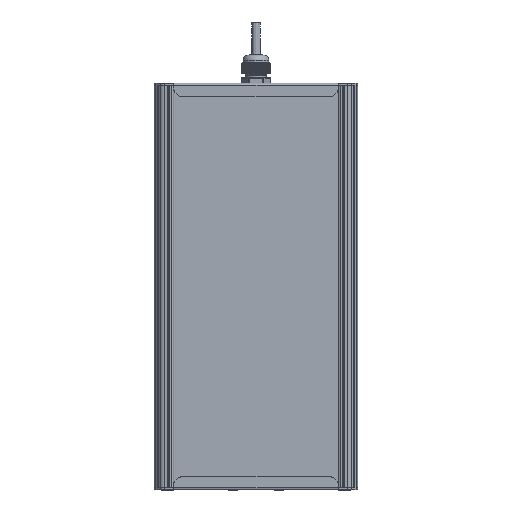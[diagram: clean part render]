
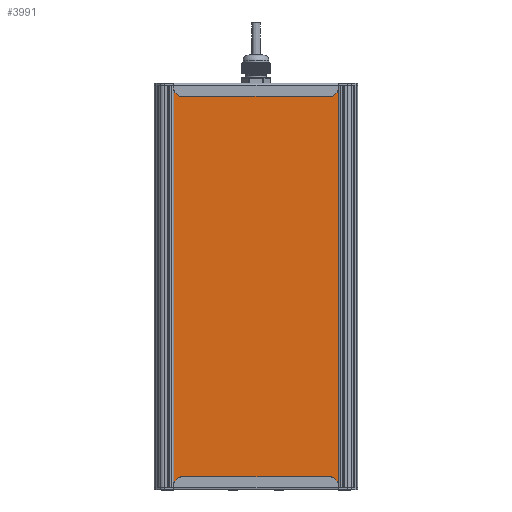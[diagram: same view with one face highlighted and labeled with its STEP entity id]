
A CAD part, front view. The second image highlights one B-rep face of the part: STEP entity #3991.
In plain terms, the highlighted face is planar.
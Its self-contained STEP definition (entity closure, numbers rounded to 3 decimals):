
#3991=ADVANCED_FACE('',(#15447),#15449,.T.);
#15447=FACE_BOUND('',#15448,.T.);
#15448=EDGE_LOOP('',(#44344,#44345,#44346,#44347));
#15449=PLANE('',#15450);
#15450=AXIS2_PLACEMENT_3D('',#15451,#15452,#15453);
#15451=CARTESIAN_POINT('',(2111.497,401.002,-34.582));
#15452=DIRECTION('',(0.,0.,-1.));
#15453=DIRECTION('',(0.,1.,0.));
#44344=ORIENTED_EDGE('',*,*,#52290,.F.);
#44345=ORIENTED_EDGE('',*,*,#52289,.T.);
#44346=ORIENTED_EDGE('',*,*,#52291,.F.);
#44347=ORIENTED_EDGE('',*,*,#52292,.F.);
#52289=EDGE_CURVE('',#58555,#58559,#58561,.T.);
#52290=EDGE_CURVE('',#58555,#58562,#58563,.T.);
#52291=EDGE_CURVE('',#58564,#58559,#58565,.T.);
#52292=EDGE_CURVE('',#58562,#58564,#58566,.T.);
#58555=VERTEX_POINT('',#78407);
#58559=VERTEX_POINT('',#78415);
#58561=LINE('',#78419,#78420);
#58562=VERTEX_POINT('',#78422);
#58563=LINE('',#78423,#78424);
#58564=VERTEX_POINT('',#78426);
#58565=LINE('',#78427,#78428);
#58566=LINE('',#78430,#78431);
#78407=CARTESIAN_POINT('',(2111.497,565.13,-34.582));
#78415=CARTESIAN_POINT('',(2482.497,565.13,-34.582));
#78419=CARTESIAN_POINT('',(2111.497,565.13,-34.582));
#78420=VECTOR('',#78421,1.);
#78421=DIRECTION('',(1.,0.,0.));
#78422=CARTESIAN_POINT('',(2111.497,401.002,-34.582));
#78423=CARTESIAN_POINT('',(2111.497,565.13,-34.582));
#78424=VECTOR('',#78425,1.);
#78425=DIRECTION('',(0.,-1.,0.));
#78426=CARTESIAN_POINT('',(2482.497,401.002,-34.582));
#78427=CARTESIAN_POINT('',(2482.497,401.002,-34.582));
#78428=VECTOR('',#78429,1.);
#78429=DIRECTION('',(0.,1.,0.));
#78430=CARTESIAN_POINT('',(2111.497,401.002,-34.582));
#78431=VECTOR('',#78432,1.);
#78432=DIRECTION('',(1.,0.,0.));
